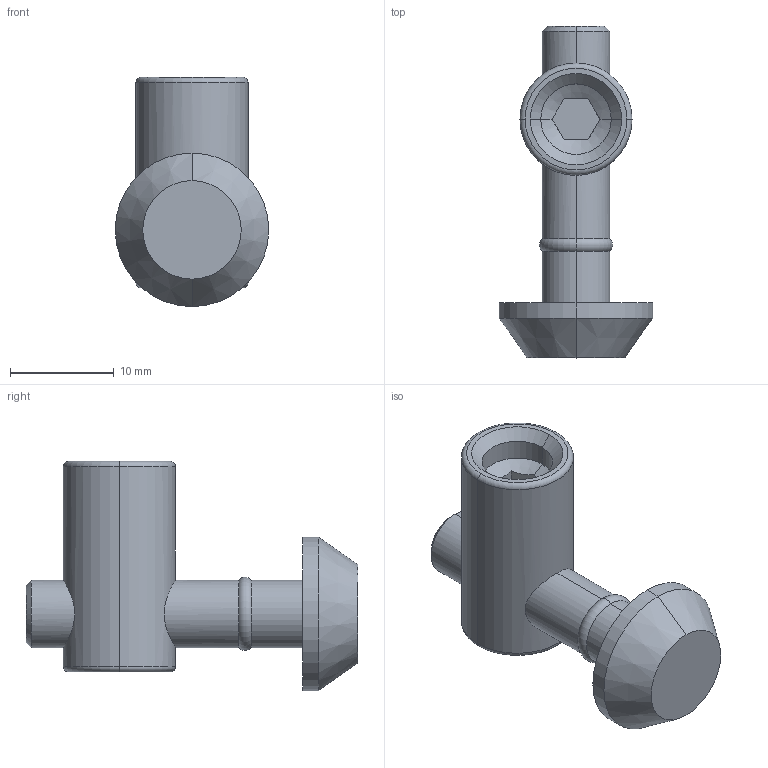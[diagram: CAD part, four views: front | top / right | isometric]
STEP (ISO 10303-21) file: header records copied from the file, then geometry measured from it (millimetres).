
FILE_DESCRIPTION (( 'STEP AP203' ), '1' );
FILE_NAME ('ALF-FCM8-8_C.step', '2024-08-12T11:45:30', ( '' ), ( '' ), 'SwSTEP 2.0', 'SolidWorks 2022', '' );
FILE_SCHEMA (( 'CONFIG_CONTROL_DESIGN' ));
Length unit declared in the file: millimetre
Products named in the file (1): ALF-FCM8-8_C
Bounding box: 14.8 x 32 x 22.1 mm (x, y, z)
Volume: 2938.6 mm3; surface area: 1788.4 mm2
Topology: 2 solids, 2 shells, 46 faces, 94 edges, 58 vertices
Faces by surface type: cylinder 16, plane 16, cone 8, torus 6
Entity records: 1447 total; most frequent: CARTESIAN_POINT 373, DIRECTION 226, ORIENTED_EDGE 188, AXIS2_PLACEMENT_3D 95, EDGE_CURVE 94, VERTEX_POINT 58, EDGE_LOOP 54, CIRCLE 48
